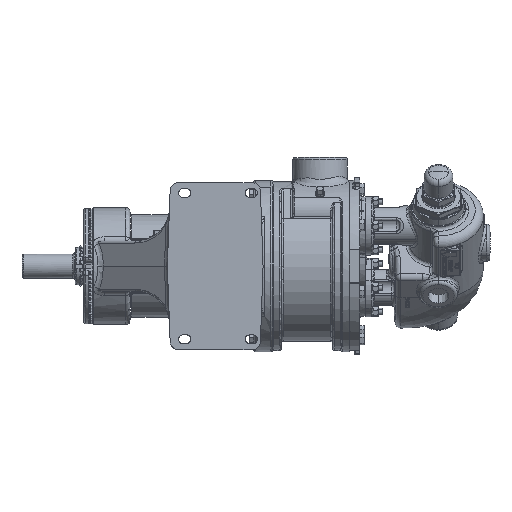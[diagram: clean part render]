
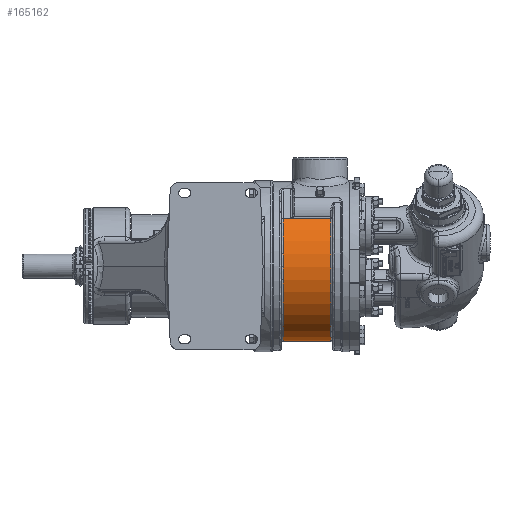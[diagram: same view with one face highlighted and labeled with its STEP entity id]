
A CAD part, front view. The second image highlights one B-rep face of the part: STEP entity #165162.
In plain terms, the highlighted cylindrical face has radius 114.3 mm (diameter 228.6 mm), a partial arc.
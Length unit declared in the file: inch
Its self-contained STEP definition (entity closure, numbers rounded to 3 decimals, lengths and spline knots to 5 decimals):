
#334 = DIRECTION ( 'NONE',  ( 1., 0., 0. ) ) ;
#1142 = ORIENTED_EDGE ( 'NONE', *, *, #181108, .T. ) ;
#2803 = DIRECTION ( 'NONE',  ( 0., 0., 1. ) ) ;
#4266 = DIRECTION ( 'NONE',  ( -1., 0., 0. ) ) ;
#5935 = ORIENTED_EDGE ( 'NONE', *, *, #115737, .T. ) ;
#9025 = VERTEX_POINT ( 'NONE', #173204 ) ;
#17839 = VECTOR ( 'NONE', #72976, 39.37008 ) ;
#19279 = LINE ( 'NONE', #167928, #17839 ) ;
#27834 = AXIS2_PLACEMENT_3D ( 'NONE', #143770, #219999, #48857 ) ;
#34992 = CARTESIAN_POINT ( 'NONE',  ( 3.975, 0., 0. ) ) ;
#40207 = CARTESIAN_POINT ( 'NONE',  ( 1.135, 0., 0. ) ) ;
#42728 = VERTEX_POINT ( 'NONE', #222892 ) ;
#48857 = DIRECTION ( 'NONE',  ( 0., 0., -1. ) ) ;
#51697 = EDGE_CURVE ( 'NONE', #177600, #9025, #175334, .T. ) ;
#52869 = ORIENTED_EDGE ( 'NONE', *, *, #101687, .T. ) ;
#67585 = FACE_OUTER_BOUND ( 'NONE', #107183, .T. ) ;
#72976 = DIRECTION ( 'NONE',  ( 1., 0., 0. ) ) ;
#80153 = CIRCLE ( 'NONE', #172021, 4.5 ) ;
#101687 = EDGE_CURVE ( 'NONE', #186353, #42728, #19279, .T. ) ;
#106549 = VECTOR ( 'NONE', #4266, 39.37008 ) ;
#107183 = EDGE_LOOP ( 'NONE', ( #5935, #52869, #1142, #145228 ) ) ;
#109896 = DIRECTION ( 'NONE',  ( 0., 0., 1. ) ) ;
#115737 = EDGE_CURVE ( 'NONE', #9025, #186353, #80153, .T. ) ;
#126688 = CARTESIAN_POINT ( 'NONE',  ( 3.975, -3.49055, 2.84008 ) ) ;
#143770 = CARTESIAN_POINT ( 'NONE',  ( 1.015, 0., 0. ) ) ;
#145228 = ORIENTED_EDGE ( 'NONE', *, *, #51697, .T. ) ;
#149718 = AXIS2_PLACEMENT_3D ( 'NONE', #34992, #243566, #109896 ) ;
#161641 = CIRCLE ( 'NONE', #149718, 4.5 ) ;
#165162 = ADVANCED_FACE ( 'Defeatured_0_1746', ( #67585 ), #201271, .T. ) ;
#167928 = CARTESIAN_POINT ( 'NONE',  ( 1.015, 0., -4.5 ) ) ;
#172021 = AXIS2_PLACEMENT_3D ( 'NONE', #40207, #334, #2803 ) ;
#173204 = CARTESIAN_POINT ( 'NONE',  ( 1.135, -3.49055, 2.84008 ) ) ;
#175334 = LINE ( 'NONE', #177816, #106549 ) ;
#177600 = VERTEX_POINT ( 'NONE', #126688 ) ;
#177816 = CARTESIAN_POINT ( 'NONE',  ( 1.015, -3.49055, 2.84008 ) ) ;
#181108 = EDGE_CURVE ( 'NONE', #42728, #177600, #161641, .T. ) ;
#186353 = VERTEX_POINT ( 'NONE', #245888 ) ;
#201271 = CYLINDRICAL_SURFACE ( 'NONE', #27834, 4.5 ) ;
#219999 = DIRECTION ( 'NONE',  ( 1., 0., 0. ) ) ;
#222892 = CARTESIAN_POINT ( 'NONE',  ( 3.975, 0., -4.5 ) ) ;
#243566 = DIRECTION ( 'NONE',  ( -1., 0., 0. ) ) ;
#245888 = CARTESIAN_POINT ( 'NONE',  ( 1.135, 0., -4.5 ) ) ;
